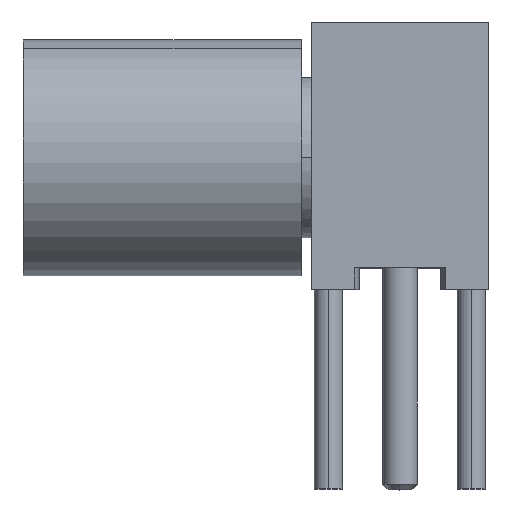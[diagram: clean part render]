
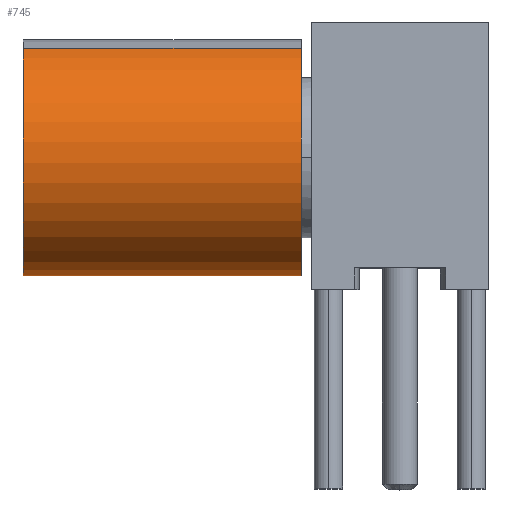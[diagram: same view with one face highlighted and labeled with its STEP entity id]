
A CAD part, top view. The second image highlights one B-rep face of the part: STEP entity #745.
In plain terms, the highlighted cylindrical face has radius 2.1 mm (diameter 4.2 mm), a partial arc.
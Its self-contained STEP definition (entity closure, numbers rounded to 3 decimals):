
#430 = AXIS2_PLACEMENT_3D ( 'NONE', #3024, #2025, #619 ) ;
#448 = DIRECTION ( 'NONE',  ( -0.382, -0.924, 0. ) ) ;
#477 = ORIENTED_EDGE ( 'NONE', *, *, #1534, .F. ) ;
#570 = FACE_OUTER_BOUND ( 'NONE', #2199, .T. ) ;
#619 = DIRECTION ( 'NONE',  ( -0.382, -0.924, 0. ) ) ;
#745 = ADVANCED_FACE ( 'NONE', ( #570 ), #1160, .T. ) ;
#767 = DIRECTION ( 'NONE',  ( -0.382, -0.924, 0. ) ) ;
#799 = EDGE_CURVE ( 'NONE', #2879, #2345, #1121, .T. ) ;
#827 = CARTESIAN_POINT ( 'NONE',  ( 0.802, 1.941, 5.115 ) ) ;
#858 = LINE ( 'NONE', #1265, #2508 ) ;
#863 = ORIENTED_EDGE ( 'NONE', *, *, #799, .T. ) ;
#928 = DIRECTION ( 'NONE',  ( 0., 0., -1. ) ) ;
#932 = ORIENTED_EDGE ( 'NONE', *, *, #1173, .T. ) ;
#982 = DIRECTION ( 'NONE',  ( 0., 0., -1. ) ) ;
#1097 = CARTESIAN_POINT ( 'NONE',  ( 0.802, 1.941, 0.175 ) ) ;
#1121 = LINE ( 'NONE', #2503, #2783 ) ;
#1160 = CYLINDRICAL_SURFACE ( 'NONE', #430, 2.1 ) ;
#1173 = EDGE_CURVE ( 'NONE', #2234, #2879, #2631, .T. ) ;
#1265 = CARTESIAN_POINT ( 'NONE',  ( 0.802, 1.941, 0.175 ) ) ;
#1378 = AXIS2_PLACEMENT_3D ( 'NONE', #2697, #982, #767 ) ;
#1534 = EDGE_CURVE ( 'NONE', #2234, #2568, #858, .T. ) ;
#1564 = DIRECTION ( 'NONE',  ( 0., 0., -1. ) ) ;
#1637 = CARTESIAN_POINT ( 'NONE',  ( -0.802, -1.941, 5.115 ) ) ;
#1645 = ORIENTED_EDGE ( 'NONE', *, *, #2409, .F. ) ;
#2003 = DIRECTION ( 'NONE',  ( 0., 0., -1. ) ) ;
#2011 = CIRCLE ( 'NONE', #2133, 2.1 ) ;
#2025 = DIRECTION ( 'NONE',  ( 0., 0., -1. ) ) ;
#2041 = CARTESIAN_POINT ( 'NONE',  ( -0.802, -1.941, 0.175 ) ) ;
#2133 = AXIS2_PLACEMENT_3D ( 'NONE', #3127, #928, #448 ) ;
#2199 = EDGE_LOOP ( 'NONE', ( #477, #932, #863, #1645 ) ) ;
#2234 = VERTEX_POINT ( 'NONE', #827 ) ;
#2345 = VERTEX_POINT ( 'NONE', #2041 ) ;
#2409 = EDGE_CURVE ( 'NONE', #2568, #2345, #2011, .T. ) ;
#2503 = CARTESIAN_POINT ( 'NONE',  ( -0.802, -1.941, 0.175 ) ) ;
#2508 = VECTOR ( 'NONE', #2003, 1000. ) ;
#2568 = VERTEX_POINT ( 'NONE', #1097 ) ;
#2631 = CIRCLE ( 'NONE', #1378, 2.1 ) ;
#2697 = CARTESIAN_POINT ( 'NONE',  ( 0., 0., 5.115 ) ) ;
#2783 = VECTOR ( 'NONE', #1564, 1000. ) ;
#2879 = VERTEX_POINT ( 'NONE', #1637 ) ;
#3024 = CARTESIAN_POINT ( 'NONE',  ( 0., 0., 0.175 ) ) ;
#3127 = CARTESIAN_POINT ( 'NONE',  ( 0., 0., 0.175 ) ) ;
